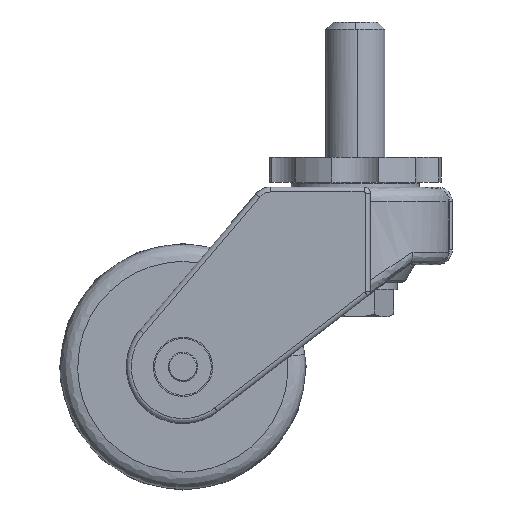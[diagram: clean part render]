
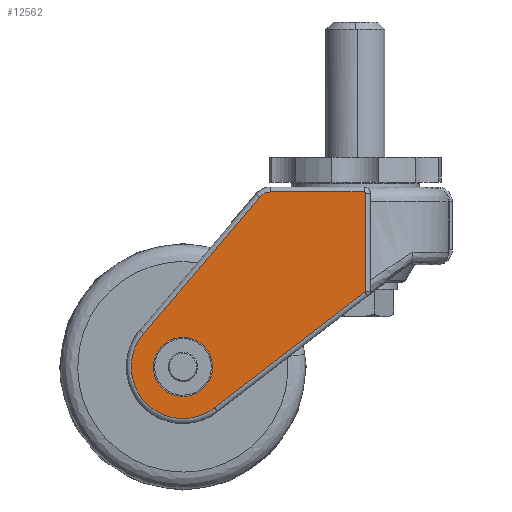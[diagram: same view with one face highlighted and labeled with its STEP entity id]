
A CAD part, front view. The second image highlights one B-rep face of the part: STEP entity #12562.
In plain terms, the highlighted free-form (B-spline) face has degree [1, 1] with [2, 2] control points.
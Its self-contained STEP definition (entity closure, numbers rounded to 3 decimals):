
#6289=CARTESIAN_POINT('',(-81.916,-43.0,-80.584));
#6290=VERTEX_POINT('',#6289);
#6296=CARTESIAN_POINT('',(-70.0,-43.0,-94.0));
#6297=VERTEX_POINT('',#6296);
#6298=CARTESIAN_POINT('',(-81.916,-43.0,-80.584));
#6299=CARTESIAN_POINT('',(-82.0,-43.,-81.289));
#6300=CARTESIAN_POINT('',(-82.0,-43.0,-82.0));
#6301=CARTESIAN_POINT('',(-82.0,-43.,-94.));
#6302=CARTESIAN_POINT('',(-70.0,-43.0,-94.0));
#6310=(BOUNDED_CURVE()B_SPLINE_CURVE(2,(#6298,#6299,#6300,#6301,#6302),.UNSPECIFIED.,.F.,.U.)B_SPLINE_CURVE_WITH_KNOTS((3,2,3),(0.23,0.25,0.5),.UNSPECIFIED.)CURVE()GEOMETRIC_REPRESENTATION_ITEM()RATIONAL_B_SPLINE_CURVE((0.956,0.976,1.0,0.707,1.0))REPRESENTATION_ITEM(''));
#6311=EDGE_CURVE('',#6290,#6297,#6310,.T.);
#6313=CARTESIAN_POINT('',(-58.022,-43.,-82.733));
#6314=VERTEX_POINT('',#6313);
#6315=CARTESIAN_POINT('',(-70.0,-43.0,-94.0));
#6316=CARTESIAN_POINT('',(-58.712,-43.,-94.));
#6317=CARTESIAN_POINT('',(-58.022,-43.,-82.733));
#6325=(BOUNDED_CURVE()B_SPLINE_CURVE(2,(#6315,#6316,#6317),.UNSPECIFIED.,.F.,.U.)B_SPLINE_CURVE_WITH_KNOTS((3,3),(0.5,0.739),.UNSPECIFIED.)CURVE()GEOMETRIC_REPRESENTATION_ITEM()RATIONAL_B_SPLINE_CURVE((1.0,0.72,0.976))REPRESENTATION_ITEM(''));
#6326=EDGE_CURVE('',#6297,#6314,#6325,.T.);
#6400=CARTESIAN_POINT('',(-70.0,-43.0,-70.0));
#6401=VERTEX_POINT('',#6400);
#6402=CARTESIAN_POINT('',(-58.022,-43.,-82.733));
#6403=CARTESIAN_POINT('',(-58.0,-43.,-82.367));
#6404=CARTESIAN_POINT('',(-58.,-43.0,-82.0));
#6405=CARTESIAN_POINT('',(-58.0,-43.,-70.0));
#6406=CARTESIAN_POINT('',(-70.0,-43.0,-70.0));
#6414=(BOUNDED_CURVE()B_SPLINE_CURVE(2,(#6402,#6403,#6404,#6405,#6406),.UNSPECIFIED.,.F.,.U.)B_SPLINE_CURVE_WITH_KNOTS((3,2,3),(0.739,0.75,1.0),.UNSPECIFIED.)CURVE()GEOMETRIC_REPRESENTATION_ITEM()RATIONAL_B_SPLINE_CURVE((0.976,0.988,1.0,0.707,1.0))REPRESENTATION_ITEM(''));
#6415=EDGE_CURVE('',#6314,#6401,#6414,.T.);
#6417=CARTESIAN_POINT('',(-70.0,-43.0,-70.0));
#6418=CARTESIAN_POINT('',(-80.658,-43.,-70.0));
#6419=CARTESIAN_POINT('',(-81.916,-43.0,-80.584));
#6427=(BOUNDED_CURVE()B_SPLINE_CURVE(2,(#6417,#6418,#6419),.UNSPECIFIED.,.F.,.U.)B_SPLINE_CURVE_WITH_KNOTS((3,3),(0.0,0.23),.UNSPECIFIED.)CURVE()GEOMETRIC_REPRESENTATION_ITEM()RATIONAL_B_SPLINE_CURVE((1.0,0.731,0.956))REPRESENTATION_ITEM(''));
#6428=EDGE_CURVE('',#6401,#6290,#6427,.T.);
#11919=CARTESIAN_POINT('',(-38.873,-43.0,-13.108));
#11920=VERTEX_POINT('',#11919);
#11943=CARTESIAN_POINT('',(-85.982,-43.0,-68.378));
#11944=VERTEX_POINT('',#11943);
#11958=CARTESIAN_POINT('',(-38.873,-43.0,-13.108));
#11959=CARTESIAN_POINT('',(-85.982,-43.0,-68.378));
#11960=QUASI_UNIFORM_CURVE('',1,(#11958,#11959),.UNSPECIFIED.,.F.,.U.);
#11961=EDGE_CURVE('',#11920,#11944,#11960,.T.);
#11991=CARTESIAN_POINT('',(-57.191,-43.0,-98.641));
#11992=VERTEX_POINT('',#11991);
#12008=CARTESIAN_POINT('',(-85.982,-43.0,-68.378));
#12009=CARTESIAN_POINT('',(-98.251,-43.,-82.772));
#12010=CARTESIAN_POINT('',(-85.215,-43.0,-96.475));
#12011=CARTESIAN_POINT('',(-72.178,-43.,-110.178));
#12012=CARTESIAN_POINT('',(-57.191,-43.0,-98.641));
#12020=(BOUNDED_CURVE()B_SPLINE_CURVE(2,(#12008,#12009,#12010,#12011,#12012),.UNSPECIFIED.,.F.,.U.)B_SPLINE_CURVE_WITH_KNOTS((3,2,3),(0.0,0.5,1.0),.UNSPECIFIED.)CURVE()GEOMETRIC_REPRESENTATION_ITEM()RATIONAL_B_SPLINE_CURVE((1.0,0.743,1.0,0.743,1.0))REPRESENTATION_ITEM(''));
#12021=EDGE_CURVE('',#11944,#11992,#12020,.T.);
#12059=CARTESIAN_POINT('',(-34.307,-43.0,-11.0));
#12060=VERTEX_POINT('',#12059);
#12090=CARTESIAN_POINT('',(-34.307,-43.0,-11.0));
#12091=CARTESIAN_POINT('',(-37.077,-43.,-11.));
#12092=CARTESIAN_POINT('',(-38.873,-43.0,-13.108));
#12100=(BOUNDED_CURVE()B_SPLINE_CURVE(2,(#12090,#12091,#12092),.UNSPECIFIED.,.F.,.U.)CURVE()GEOMETRIC_REPRESENTATION_ITEM()QUASI_UNIFORM_CURVE()RATIONAL_B_SPLINE_CURVE((1.0,0.908,1.0))REPRESENTATION_ITEM(''));
#12101=EDGE_CURVE('',#12060,#11920,#12100,.T.);
#12122=CARTESIAN_POINT('',(3.805,-43.0,-51.689));
#12123=VERTEX_POINT('',#12122);
#12137=CARTESIAN_POINT('',(-57.191,-43.0,-98.641));
#12138=CARTESIAN_POINT('',(3.805,-43.0,-51.689));
#12139=QUASI_UNIFORM_CURVE('',1,(#12137,#12138),.UNSPECIFIED.,.F.,.U.);
#12140=EDGE_CURVE('',#11992,#12123,#12139,.T.);
#12165=CARTESIAN_POINT('',(3.5,-43.0,-11.0));
#12166=VERTEX_POINT('',#12165);
#12188=CARTESIAN_POINT('',(3.5,-43.0,-11.0));
#12189=CARTESIAN_POINT('',(-34.307,-43.0,-11.0));
#12190=QUASI_UNIFORM_CURVE('',1,(#12188,#12189),.UNSPECIFIED.,.F.,.U.);
#12191=EDGE_CURVE('',#12166,#12060,#12190,.T.);
#12231=CARTESIAN_POINT('',(4.0,-43.0,-51.293));
#12232=VERTEX_POINT('',#12231);
#12246=CARTESIAN_POINT('',(3.805,-43.0,-51.689));
#12247=CARTESIAN_POINT('',(4.,-43.0,-51.539));
#12248=CARTESIAN_POINT('',(4.0,-43.0,-51.293));
#12256=(BOUNDED_CURVE()B_SPLINE_CURVE(2,(#12246,#12247,#12248),.UNSPECIFIED.,.F.,.U.)CURVE()GEOMETRIC_REPRESENTATION_ITEM()QUASI_UNIFORM_CURVE()RATIONAL_B_SPLINE_CURVE((1.0,0.897,1.0))REPRESENTATION_ITEM(''));
#12257=EDGE_CURVE('',#12123,#12232,#12256,.T.);
#12319=CARTESIAN_POINT('',(4.0,-43.0,-11.5));
#12320=VERTEX_POINT('',#12319);
#12350=CARTESIAN_POINT('',(4.0,-43.0,-11.5));
#12351=CARTESIAN_POINT('',(4.,-43.,-11.0));
#12352=CARTESIAN_POINT('',(3.5,-43.0,-11.0));
#12360=(BOUNDED_CURVE()B_SPLINE_CURVE(2,(#12350,#12351,#12352),.UNSPECIFIED.,.F.,.U.)CURVE()GEOMETRIC_REPRESENTATION_ITEM()QUASI_UNIFORM_CURVE()RATIONAL_B_SPLINE_CURVE((1.0,0.707,1.0))REPRESENTATION_ITEM(''));
#12361=EDGE_CURVE('',#12320,#12166,#12360,.T.);
#12387=CARTESIAN_POINT('',(4.0,-43.0,-51.293));
#12388=CARTESIAN_POINT('',(4.0,-43.0,-11.5));
#12389=QUASI_UNIFORM_CURVE('',1,(#12387,#12388),.UNSPECIFIED.,.F.,.U.);
#12390=EDGE_CURVE('',#12232,#12320,#12389,.T.);
#12541=CARTESIAN_POINT('',(-95.74,-43.0,-107.587));
#12542=CARTESIAN_POINT('',(8.745,-43.0,-107.587));
#12543=CARTESIAN_POINT('',(-95.74,-43.0,-6.405));
#12544=CARTESIAN_POINT('',(8.745,-43.0,-6.405));
#12545=B_SPLINE_SURFACE_WITH_KNOTS('',1,1,((#12541,#12543),(#12542,#12544)),.UNSPECIFIED.,.F.,.F.,.U.,(2,2),(2,2),(0.0,104.485),(0.0,101.182),.UNSPECIFIED.);
#12546=ORIENTED_EDGE('',*,*,#12101,.T.);
#12547=ORIENTED_EDGE('',*,*,#11961,.T.);
#12548=ORIENTED_EDGE('',*,*,#12021,.T.);
#12549=ORIENTED_EDGE('',*,*,#12140,.T.);
#12550=ORIENTED_EDGE('',*,*,#12257,.T.);
#12551=ORIENTED_EDGE('',*,*,#12390,.T.);
#12552=ORIENTED_EDGE('',*,*,#12361,.T.);
#12553=ORIENTED_EDGE('',*,*,#12191,.T.);
#12554=EDGE_LOOP('',(#12546,#12547,#12548,#12549,#12550,#12551,#12552,#12553));
#12555=FACE_OUTER_BOUND('',#12554,.T.);
#12556=ORIENTED_EDGE('',*,*,#6326,.F.);
#12557=ORIENTED_EDGE('',*,*,#6311,.F.);
#12558=ORIENTED_EDGE('',*,*,#6428,.F.);
#12559=ORIENTED_EDGE('',*,*,#6415,.F.);
#12560=EDGE_LOOP('',(#12556,#12557,#12558,#12559));
#12561=FACE_BOUND('',#12560,.T.);
#12562=ADVANCED_FACE('',(#12555,#12561),#12545,.T.);
